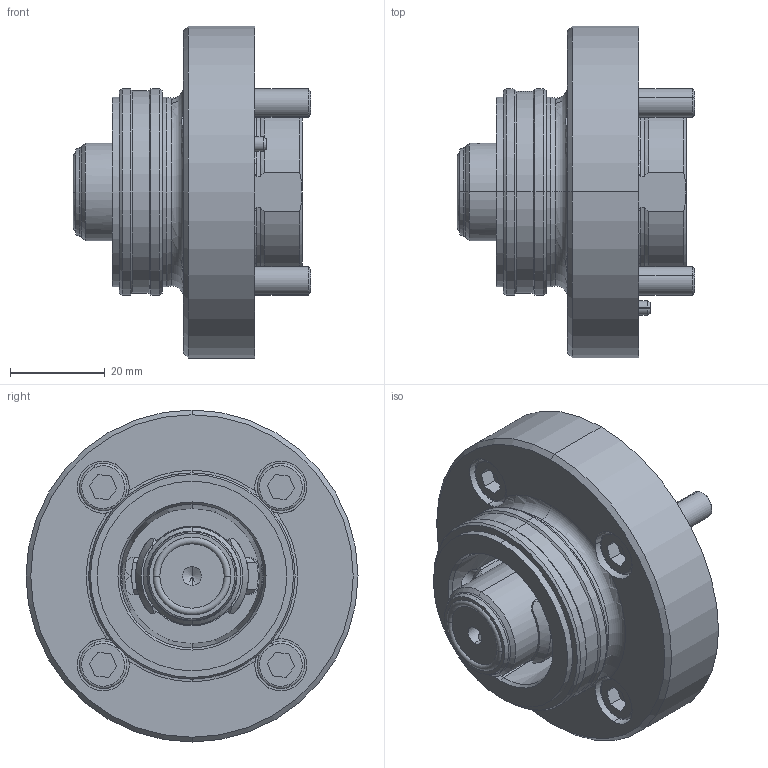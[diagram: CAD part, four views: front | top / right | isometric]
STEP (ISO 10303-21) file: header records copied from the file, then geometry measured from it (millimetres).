
FILE_DESCRIPTION(('HOOPS Exchange Step'),'2;1');
FILE_NAME('export-D5335017-4CEC-41E0-98E2-4C0FD195EDDA.stp','2025-03-04T16:34:19+01:00',('Engineering'),('Alibre'),'HOOPS Exchange 2024.3','Alibre','Unknown authorisation');
FILE_SCHEMA( ('AP242_MANAGED_MODEL_BASED_3D_ENGINEERING_MIM_LF {1 0 10303 442 1 1 4 }') );
Length unit declared in the file: millimetre
Products named in the file (10): 4517-2 HSK spindle adaptors (in front) HSK40-C (04386 030000); 4517-3 HSK spindle adaptors (in front) HSK40-C (04386 030000); 4517-4 HSK spindle adaptors (in front) HSK40-C (04386 030000); 4517-5 HSK spindle adaptors (in front) HSK40-C (04386 030000); 4517-6 HSK spindle adaptors (in front) HSK40-C (04386 030000); 4517-7 HSK spindle adaptors (in front) HSK40-C (04386 030000); 4517-8 HSK spindle adaptors (in front) HSK40-C (04386 030000); 4517-9 HSK spindle adaptors (in front) HSK40-C (04386 030000); 4517-10 HSK spindle adaptors (in front) HSK40-C (04386 030000); 4517 HSK spindle adaptors (in front) HSK40-C (04386 030000)
Assembly tree (9 placements, depth 2):
  4517 HSK spindle adaptors (in front) HSK40-C (04386 030000)
    4517-2 HSK spindle adaptors (in front) HSK40-C (04386 030000)
    4517-3 HSK spindle adaptors (in front) HSK40-C (04386 030000)
    4517-4 HSK spindle adaptors (in front) HSK40-C (04386 030000)
    4517-5 HSK spindle adaptors (in front) HSK40-C (04386 030000)
    4517-6 HSK spindle adaptors (in front) HSK40-C (04386 030000)
    4517-7 HSK spindle adaptors (in front) HSK40-C (04386 030000)
    4517-8 HSK spindle adaptors (in front) HSK40-C (04386 030000)
    4517-9 HSK spindle adaptors (in front) HSK40-C (04386 030000)
    4517-10 HSK spindle adaptors (in front) HSK40-C (04386 030000)
Bounding box: 50 x 70 x 70 mm (x, y, z)
Volume: 69036.1 mm3; surface area: 29746.2 mm2
Topology: 8 solids, 100 shells, 425 faces, 1266 edges, 938 vertices
Faces by surface type: cylinder 138, plane 137, cone 98, torus 36, bspline 12, sphere 4
Entity records: 18593 total; most frequent: CARTESIAN_POINT 6776, DIRECTION 2460, ORIENTED_EDGE 2041, EDGE_CURVE 1256, AXIS2_PLACEMENT_3D 1009, VERTEX_POINT 938, CIRCLE 528, EDGE_LOOP 487
